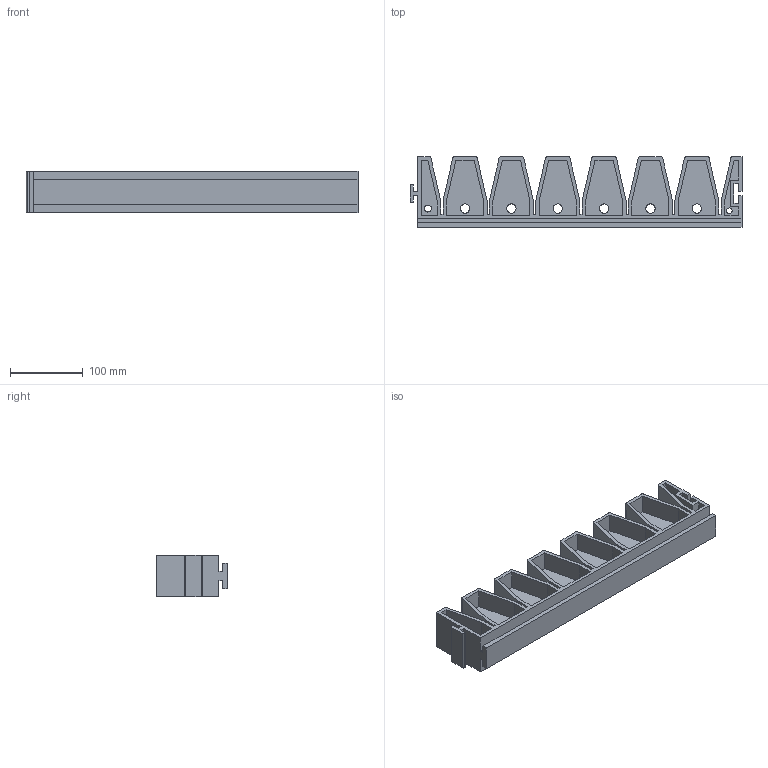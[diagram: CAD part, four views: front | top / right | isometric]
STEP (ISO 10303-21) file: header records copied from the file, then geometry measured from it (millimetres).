
FILE_DESCRIPTION((''),'2;1');
FILE_NAME('DE-515_SEPARATOR_DUNNAGE.stp', '2010-12-10T12:17:17',('User'),('SDRC'),'I-DEAS Master Series 9','UNIX', 'Yes');
FILE_SCHEMA(('AUTOMOTIVE_DESIGN { 1 0 10303 214 1 1 1 1 }'));
Length unit declared in the file: inch
Products named in the file (1): DE-515
Bounding box: 454.82 x 96.76 x 57.15 mm (x, y, z)
Volume: 764431.4 mm3; surface area: 303773.1 mm2
Topology: 1 solids, 1 shells, 228 faces, 630 edges, 420 vertices
Faces by surface type: bspline 228
Entity records: 6725 total; most frequent: CARTESIAN_POINT 2881, ORIENTED_EDGE 1260, EDGE_CURVE 630, VERTEX_POINT 420, B_SPLINE_CURVE_WITH_KNOTS 416, EDGE_LOOP 260, FACE_OUTER_BOUND 228, ADVANCED_FACE 228
